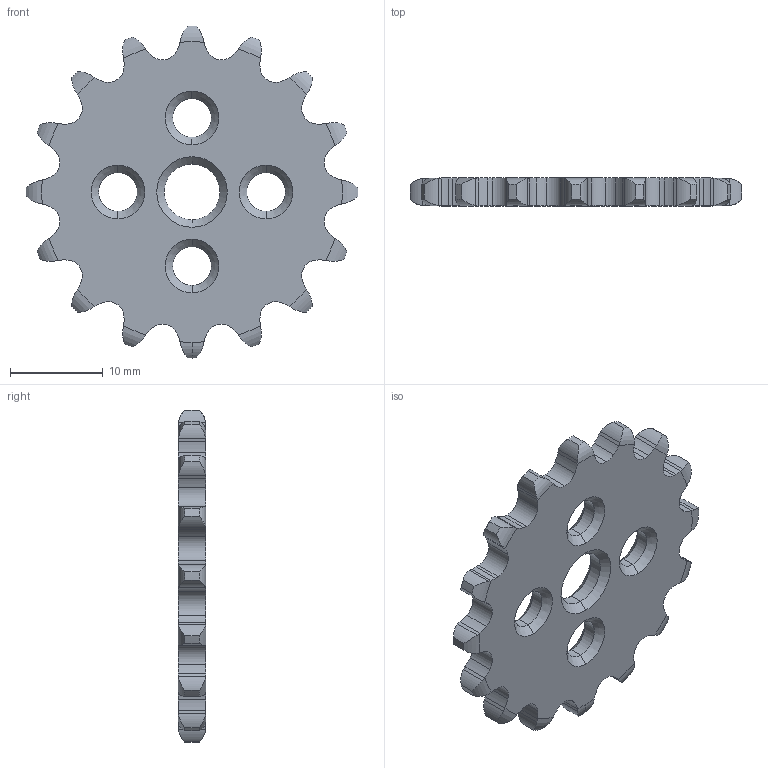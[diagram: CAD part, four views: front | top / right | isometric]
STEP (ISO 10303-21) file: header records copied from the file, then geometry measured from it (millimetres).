
FILE_DESCRIPTION (( 'STEP AP214' ), '1' );
FILE_NAME ('A025016.STEP', '2025-09-11T13:14:04', ( '' ), ( '' ), 'SwSTEP 2.0', 'SolidWorks 2025', '' );
FILE_SCHEMA (( 'AUTOMOTIVE_DESIGN' ));
Length unit declared in the file: millimetre
Products named in the file (1): A025016
Bounding box: 35.85 x 3 x 35.85 mm (x, y, z)
Volume: 2111.8 mm3; surface area: 2049.7 mm2
Topology: 1 solids, 1 shells, 205 faces, 587 edges, 384 vertices
Faces by surface type: cylinder 117, torus 34, plane 34, cone 20
Entity records: 9369 total; most frequent: CARTESIAN_POINT 1905, ORIENTED_EDGE 1174, DIRECTION 1017, EDGE_CURVE 587, AXIS2_PLACEMENT_3D 424, VERTEX_POINT 384, CIRCLE 218, EDGE_LOOP 215
